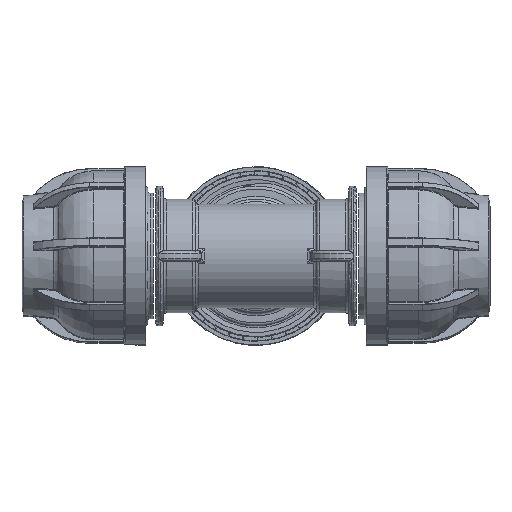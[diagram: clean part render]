
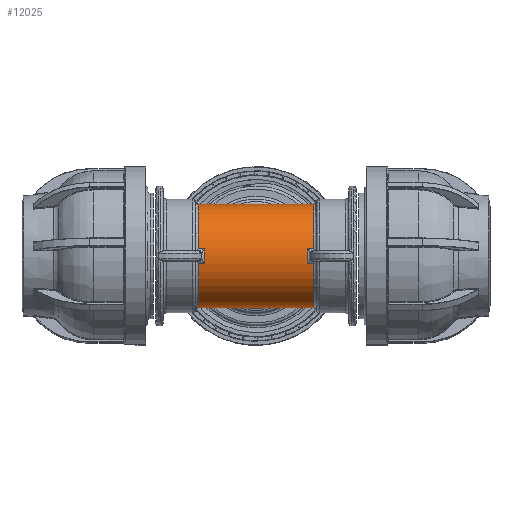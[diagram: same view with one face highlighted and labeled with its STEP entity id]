
A CAD part, front view. The second image highlights one B-rep face of the part: STEP entity #12025.
In plain terms, the highlighted cylindrical face has radius 18 mm (diameter 36 mm), a partial arc.
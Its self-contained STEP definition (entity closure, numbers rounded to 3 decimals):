
#1970 = EDGE_CURVE ( 'NONE', #9758, #9757, #22521, .T. ) ;
#1971 = EDGE_CURVE ( 'NONE', #9759, #9758, #36364, .T. ) ;
#1972 = EDGE_CURVE ( 'NONE', #9757, #9756, #22522, .T. ) ;
#1973 = EDGE_CURVE ( 'NONE', #9756, #9755, #36434, .T. ) ;
#1974 = EDGE_CURVE ( 'NONE', #9755, #9754, #22523, .T. ) ;
#1975 = EDGE_CURVE ( 'NONE', #9754, #9753, #24421, .T. ) ;
#1976 = EDGE_CURVE ( 'NONE', #9753, #9752, #22524, .T. ) ;
#1977 = EDGE_CURVE ( 'NONE', #9752, #9751, #36270, .T. ) ;
#1978 = EDGE_CURVE ( 'NONE', #9750, #9751, #22525, .T. ) ;
#1979 = EDGE_CURVE ( 'NONE', #9749, #9750, #22526, .T. ) ;
#1980 = EDGE_CURVE ( 'NONE', #9749, #9748, #36416, .T. ) ;
#1981 = EDGE_CURVE ( 'NONE', #9748, #9747, #22527, .T. ) ;
#1982 = EDGE_CURVE ( 'NONE', #9747, #9746, #24422, .T. ) ;
#1983 = EDGE_CURVE ( 'NONE', #9746, #9759, #22528, .T. ) ;
#3206 = CARTESIAN_POINT ( 'NONE',  ( 0., 0., -18. ) ) ;
#3207 = DIRECTION ( 'NONE',  ( 1., 0., 0. ) ) ;
#3208 = CARTESIAN_POINT ( 'NONE',  ( -20., 0., 0. ) ) ;
#3209 = DIRECTION ( 'NONE',  ( 1., 0., 0. ) ) ;
#3210 = DIRECTION ( 'NONE',  ( 0., 0., -1. ) ) ;
#3211 = CARTESIAN_POINT ( 'NONE',  ( 0., 0., -18. ) ) ;
#3212 = DIRECTION ( 'NONE',  ( 1., 0., 0. ) ) ;
#3213 = CARTESIAN_POINT ( 'NONE',  ( 20., 0., 0. ) ) ;
#3214 = DIRECTION ( 'NONE',  ( -1., 0., 0. ) ) ;
#3215 = DIRECTION ( 'NONE',  ( 0., 0., 1. ) ) ;
#3216 = CARTESIAN_POINT ( 'NONE',  ( 0., -17.81, -2.605 ) ) ;
#3217 = DIRECTION ( 'NONE',  ( -1., 0., 0. ) ) ;
#3218 = CARTESIAN_POINT ( 'NONE',  ( 17.89, -17.81, -2.605 ) ) ;
#3219 = CARTESIAN_POINT ( 'NONE',  ( 17.956, -17.937, -1.743 ) ) ;
#3220 = CARTESIAN_POINT ( 'NONE',  ( 17.992, -18., -0.874 ) ) ;
#3221 = CARTESIAN_POINT ( 'NONE',  ( 17.992, -18., 0.874 ) ) ;
#3222 = CARTESIAN_POINT ( 'NONE',  ( 17.956, -17.937, 1.743 ) ) ;
#3223 = CARTESIAN_POINT ( 'NONE',  ( 17.89, -17.81, 2.605 ) ) ;
#3224 = CARTESIAN_POINT ( 'NONE',  ( 0., -17.81, 2.605 ) ) ;
#3225 = DIRECTION ( 'NONE',  ( 1., 0., 0. ) ) ;
#3226 = CARTESIAN_POINT ( 'NONE',  ( 20., 0., 0. ) ) ;
#3227 = DIRECTION ( 'NONE',  ( -1., 0., 0. ) ) ;
#3228 = DIRECTION ( 'NONE',  ( 0., 0., 1. ) ) ;
#3229 = CARTESIAN_POINT ( 'NONE',  ( 0., 0., 18. ) ) ;
#3230 = DIRECTION ( 'NONE',  ( 1., 0., 0. ) ) ;
#3231 = CARTESIAN_POINT ( 'NONE',  ( 0., 0., 18. ) ) ;
#3232 = DIRECTION ( 'NONE',  ( 1., 0., 0. ) ) ;
#3233 = CARTESIAN_POINT ( 'NONE',  ( -20., 0., 0. ) ) ;
#3234 = DIRECTION ( 'NONE',  ( 1., 0., 0. ) ) ;
#3235 = DIRECTION ( 'NONE',  ( 0., 0., -1. ) ) ;
#3236 = CARTESIAN_POINT ( 'NONE',  ( 0., -17.81, 2.605 ) ) ;
#3237 = DIRECTION ( 'NONE',  ( 1., 0., 0. ) ) ;
#3238 = CARTESIAN_POINT ( 'NONE',  ( -17.89, -17.81, 2.605 ) ) ;
#3239 = CARTESIAN_POINT ( 'NONE',  ( -17.956, -17.937, 1.743 ) ) ;
#3240 = CARTESIAN_POINT ( 'NONE',  ( -17.992, -18., 0.874 ) ) ;
#3241 = CARTESIAN_POINT ( 'NONE',  ( -17.992, -18., -0.874 ) ) ;
#3242 = CARTESIAN_POINT ( 'NONE',  ( -17.956, -17.937, -1.743 ) ) ;
#3243 = CARTESIAN_POINT ( 'NONE',  ( -17.89, -17.81, -2.605 ) ) ;
#3244 = CARTESIAN_POINT ( 'NONE',  ( 0., -17.81, -2.605 ) ) ;
#3245 = DIRECTION ( 'NONE',  ( -1., 0., 0. ) ) ;
#7917 = EDGE_LOOP ( 'NONE', ( #9859, #9861, #9860, #9862, #9863, #9864, #9865, #9866, #9867, #9868, #9869, #9870, #9871, #9872 ) ) ;
#9746 = VERTEX_POINT ( 'NONE', #38755 ) ;
#9747 = VERTEX_POINT ( 'NONE', #38757 ) ;
#9748 = VERTEX_POINT ( 'NONE', #38758 ) ;
#9749 = VERTEX_POINT ( 'NONE', #38760 ) ;
#9750 = VERTEX_POINT ( 'NONE', #38762 ) ;
#9751 = VERTEX_POINT ( 'NONE', #38763 ) ;
#9752 = VERTEX_POINT ( 'NONE', #38765 ) ;
#9753 = VERTEX_POINT ( 'NONE', #38767 ) ;
#9754 = VERTEX_POINT ( 'NONE', #38768 ) ;
#9755 = VERTEX_POINT ( 'NONE', #38770 ) ;
#9756 = VERTEX_POINT ( 'NONE', #38772 ) ;
#9757 = VERTEX_POINT ( 'NONE', #38773 ) ;
#9758 = VERTEX_POINT ( 'NONE', #38775 ) ;
#9759 = VERTEX_POINT ( 'NONE', #38777 ) ;
#9859 = ORIENTED_EDGE ( 'NONE', *, *, #1971, .T. ) ;
#9860 = ORIENTED_EDGE ( 'NONE', *, *, #1972, .T. ) ;
#9861 = ORIENTED_EDGE ( 'NONE', *, *, #1970, .T. ) ;
#9862 = ORIENTED_EDGE ( 'NONE', *, *, #1973, .T. ) ;
#9863 = ORIENTED_EDGE ( 'NONE', *, *, #1974, .T. ) ;
#9864 = ORIENTED_EDGE ( 'NONE', *, *, #1975, .T. ) ;
#9865 = ORIENTED_EDGE ( 'NONE', *, *, #1976, .T. ) ;
#9866 = ORIENTED_EDGE ( 'NONE', *, *, #1977, .T. ) ;
#9867 = ORIENTED_EDGE ( 'NONE', *, *, #1978, .F. ) ;
#9868 = ORIENTED_EDGE ( 'NONE', *, *, #1979, .F. ) ;
#9869 = ORIENTED_EDGE ( 'NONE', *, *, #1980, .T. ) ;
#9870 = ORIENTED_EDGE ( 'NONE', *, *, #1981, .T. ) ;
#9871 = ORIENTED_EDGE ( 'NONE', *, *, #1982, .T. ) ;
#9872 = ORIENTED_EDGE ( 'NONE', *, *, #1983, .T. ) ;
#12025 = ADVANCED_FACE ( 'NONE', ( #23013 ), #23014, .T. ) ;
#22521 = LINE ( 'NONE', #3206, #36622 ) ;
#22522 = LINE ( 'NONE', #3211, #36272 ) ;
#22523 = LINE ( 'NONE', #3216, #36856 ) ;
#22524 = LINE ( 'NONE', #3224, #36599 ) ;
#22525 = LINE ( 'NONE', #3229, #36426 ) ;
#22526 = LINE ( 'NONE', #3231, #36412 ) ;
#22527 = LINE ( 'NONE', #3236, #36385 ) ;
#22528 = LINE ( 'NONE', #3244, #36360 ) ;
#23013 = FACE_OUTER_BOUND ( 'NONE', #7917, .T. ) ;
#23014 = CYLINDRICAL_SURFACE ( 'NONE', #36520, 18. ) ;
#24421 = B_SPLINE_CURVE_WITH_KNOTS ( 'NONE', 3,
 ( #3218, #3219, #3220, #3221, #3222, #3223 ),
 .UNSPECIFIED., .F., .F.,
 ( 4, 2, 4 ),
 ( 0., 0.003, 0.005 ),
 .UNSPECIFIED. ) ;
#24422 = B_SPLINE_CURVE_WITH_KNOTS ( 'NONE', 3,
 ( #3238, #3239, #3240, #3241, #3242, #3243 ),
 .UNSPECIFIED., .F., .F.,
 ( 4, 2, 4 ),
 ( 0., 0.003, 0.005 ),
 .UNSPECIFIED. ) ;
#36270 = CIRCLE ( 'NONE', #36497, 18. ) ;
#36272 = VECTOR ( 'NONE', #3212, 1000. ) ;
#36340 = AXIS2_PLACEMENT_3D ( 'NONE', #3213, #3214, #3215 ) ;
#36360 = VECTOR ( 'NONE', #3245, 1000. ) ;
#36364 = CIRCLE ( 'NONE', #36672, 18. ) ;
#36385 = VECTOR ( 'NONE', #3237, 1000. ) ;
#36400 = AXIS2_PLACEMENT_3D ( 'NONE', #3233, #3234, #3235 ) ;
#36412 = VECTOR ( 'NONE', #3232, 1000. ) ;
#36416 = CIRCLE ( 'NONE', #36400, 18. ) ;
#36426 = VECTOR ( 'NONE', #3230, 1000. ) ;
#36434 = CIRCLE ( 'NONE', #36340, 18. ) ;
#36497 = AXIS2_PLACEMENT_3D ( 'NONE', #3226, #3227, #3228 ) ;
#36520 = AXIS2_PLACEMENT_3D ( 'NONE', #42478, #42479, #42480 ) ;
#36599 = VECTOR ( 'NONE', #3225, 1000. ) ;
#36622 = VECTOR ( 'NONE', #3207, 1000. ) ;
#36672 = AXIS2_PLACEMENT_3D ( 'NONE', #3208, #3209, #3210 ) ;
#36856 = VECTOR ( 'NONE', #3217, 1000. ) ;
#38755 = CARTESIAN_POINT ( 'NONE',  ( -17.89, -17.81, -2.605 ) ) ;
#38757 = CARTESIAN_POINT ( 'NONE',  ( -17.89, -17.81, 2.605 ) ) ;
#38758 = CARTESIAN_POINT ( 'NONE',  ( -20., -17.81, 2.605 ) ) ;
#38760 = CARTESIAN_POINT ( 'NONE',  ( -20., 0., 18. ) ) ;
#38762 = CARTESIAN_POINT ( 'NONE',  ( 0., 0., 18. ) ) ;
#38763 = CARTESIAN_POINT ( 'NONE',  ( 20., 0., 18. ) ) ;
#38765 = CARTESIAN_POINT ( 'NONE',  ( 20., -17.81, 2.605 ) ) ;
#38767 = CARTESIAN_POINT ( 'NONE',  ( 17.89, -17.81, 2.605 ) ) ;
#38768 = CARTESIAN_POINT ( 'NONE',  ( 17.89, -17.81, -2.605 ) ) ;
#38770 = CARTESIAN_POINT ( 'NONE',  ( 20., -17.81, -2.605 ) ) ;
#38772 = CARTESIAN_POINT ( 'NONE',  ( 20., 0., -18. ) ) ;
#38773 = CARTESIAN_POINT ( 'NONE',  ( 0., 0., -18. ) ) ;
#38775 = CARTESIAN_POINT ( 'NONE',  ( -20., 0., -18. ) ) ;
#38777 = CARTESIAN_POINT ( 'NONE',  ( -20., -17.81, -2.605 ) ) ;
#42478 = CARTESIAN_POINT ( 'NONE',  ( 0., 0., 0. ) ) ;
#42479 = DIRECTION ( 'NONE',  ( 1., 0., 0. ) ) ;
#42480 = DIRECTION ( 'NONE',  ( 0., 0., 1. ) ) ;
